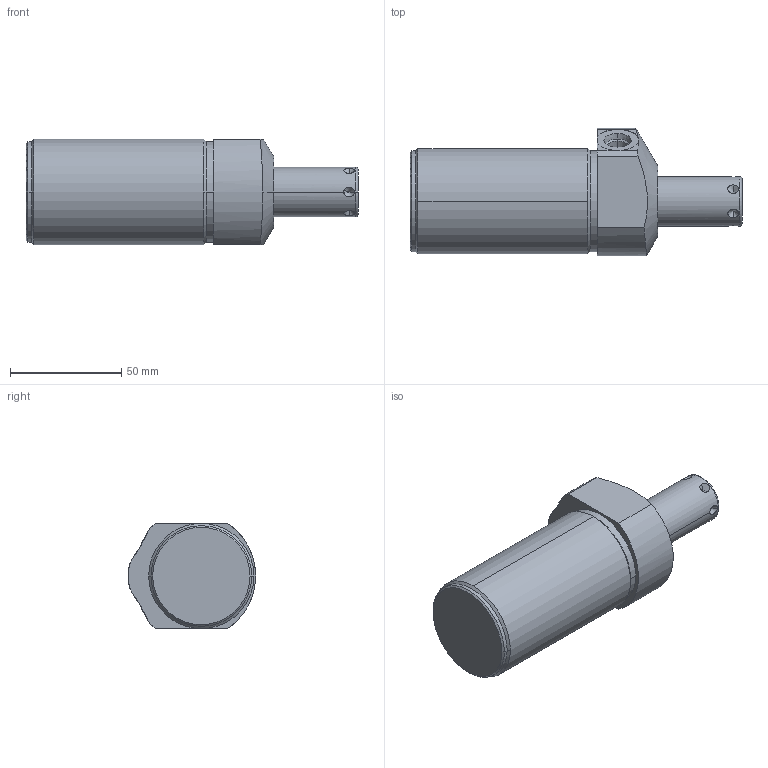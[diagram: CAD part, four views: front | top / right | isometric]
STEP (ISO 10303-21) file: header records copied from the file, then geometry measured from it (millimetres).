
FILE_DESCRIPTION((''),'2;1');
FILE_NAME('ILC14021301R','2013-04-04T',('jdw'),(''),'PRO/ENGINEER BY PARAMETRIC TECHNOLOGY CORPORATION, 2007460','PRO/ENGINEER BY PARAMETRIC TECHNOLOGY CORPORATION, 2007460','');
FILE_SCHEMA(('AUTOMOTIVE_DESIGN_CC2 { 1 2 10303 214 -1 1 5 2 }'));
Length unit declared in the file: inch
Products named in the file (1): ILC14021301R
Bounding box: 149 x 57.15 x 47.37 mm (x, y, z)
Volume: 213293.9 mm3; surface area: 25597.8 mm2
Topology: 1 solids, 2 shells, 75 faces, 190 edges, 113 vertices
Faces by surface type: cone 30, cylinder 24, plane 19, torus 2
Entity records: 3189 total; most frequent: CARTESIAN_POINT 685, DIRECTION 364, ORIENTED_EDGE 348, PRESENTATION_STYLE_ASSIGNMENT 187, STYLED_ITEM 178, CURVE_STYLE 176, EDGE_CURVE 176, AXIS2_PLACEMENT_3D 146
